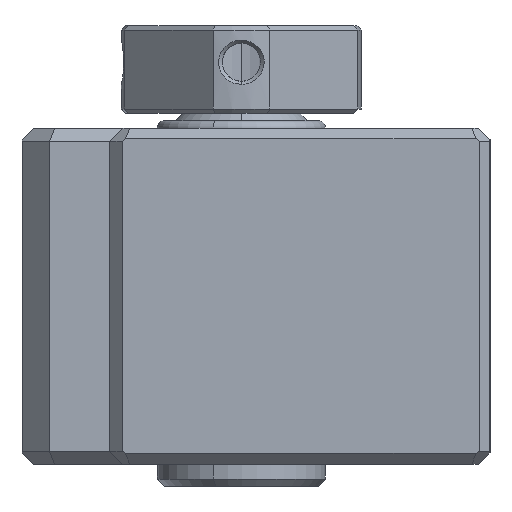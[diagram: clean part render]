
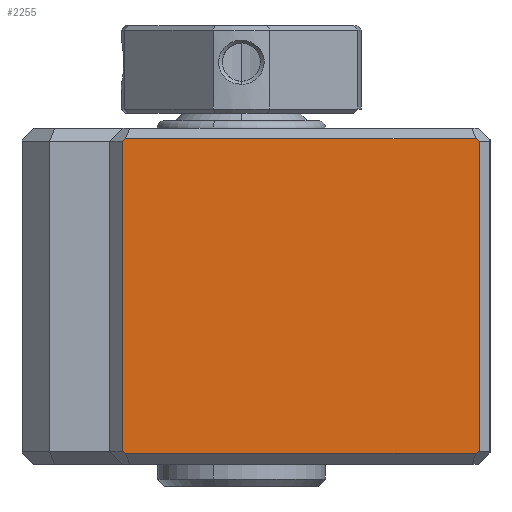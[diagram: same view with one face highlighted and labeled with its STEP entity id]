
A CAD part, left-side view. The second image highlights one B-rep face of the part: STEP entity #2255.
In plain terms, the highlighted planar face has unit normal (-1, 0, 0).
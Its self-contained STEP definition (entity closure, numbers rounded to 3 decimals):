
#2184=CARTESIAN_POINT('',(-26.,0.,-31.7));
#2185=DIRECTION('',(-1.,0.,0.));
#2186=DIRECTION('',(0.,0.,1.));
#2187=AXIS2_PLACEMENT_3D('',#2184,#2185,#2186);
#2188=PLANE('',#2187);
#2189=CARTESIAN_POINT('',(-26.,25.15,10.6));
#2190=VERTEX_POINT('',#2189);
#2191=CARTESIAN_POINT('',(-26.,24.938,10.75));
#2192=VERTEX_POINT('',#2191);
#2193=CARTESIAN_POINT('',(-26.,25.15,10.6));
#2194=DIRECTION('',(0.,-0.816,0.577));
#2195=VECTOR('',#2194,0.26);
#2196=LINE('',#2193,#2195);
#2197=EDGE_CURVE('',#2190,#2192,#2196,.T.);
#2198=ORIENTED_EDGE('',*,*,#2197,.F.);
#2199=CARTESIAN_POINT('',(-26.,25.15,-10.6));
#2200=VERTEX_POINT('',#2199);
#2201=CARTESIAN_POINT('',(-26.,25.15,-10.6));
#2202=DIRECTION('',(0.,0.,1.));
#2203=VECTOR('',#2202,21.2);
#2204=LINE('',#2201,#2203);
#2205=EDGE_CURVE('',#2200,#2190,#2204,.T.);
#2206=ORIENTED_EDGE('',*,*,#2205,.F.);
#2207=CARTESIAN_POINT('',(-26.,24.938,-10.75));
#2208=VERTEX_POINT('',#2207);
#2209=CARTESIAN_POINT('',(-26.,24.938,-10.75));
#2210=DIRECTION('',(0.,0.816,0.577));
#2211=VECTOR('',#2210,0.26);
#2212=LINE('',#2209,#2211);
#2213=EDGE_CURVE('',#2208,#2200,#2212,.T.);
#2214=ORIENTED_EDGE('',*,*,#2213,.F.);
#2215=CARTESIAN_POINT('',(-26.,0.942,-10.75));
#2216=VERTEX_POINT('',#2215);
#2217=CARTESIAN_POINT('',(-26.,0.942,-10.75));
#2218=DIRECTION('',(0.,1.,-0.));
#2219=VECTOR('',#2218,23.996);
#2220=LINE('',#2217,#2219);
#2221=EDGE_CURVE('',#2216,#2208,#2220,.T.);
#2222=ORIENTED_EDGE('',*,*,#2221,.F.);
#2223=CARTESIAN_POINT('',(-26.,0.73,-10.6));
#2224=VERTEX_POINT('',#2223);
#2225=CARTESIAN_POINT('',(-26.,0.73,-10.6));
#2226=DIRECTION('',(0.,0.816,-0.577));
#2227=VECTOR('',#2226,0.26);
#2228=LINE('',#2225,#2227);
#2229=EDGE_CURVE('',#2224,#2216,#2228,.T.);
#2230=ORIENTED_EDGE('',*,*,#2229,.F.);
#2231=CARTESIAN_POINT('',(-26.,0.73,10.6));
#2232=VERTEX_POINT('',#2231);
#2233=CARTESIAN_POINT('',(-26.,0.73,10.6));
#2234=DIRECTION('',(0.,0.,-1.));
#2235=VECTOR('',#2234,21.2);
#2236=LINE('',#2233,#2235);
#2237=EDGE_CURVE('',#2232,#2224,#2236,.T.);
#2238=ORIENTED_EDGE('',*,*,#2237,.F.);
#2239=CARTESIAN_POINT('',(-26.,0.942,10.75));
#2240=VERTEX_POINT('',#2239);
#2241=CARTESIAN_POINT('',(-26.,0.942,10.75));
#2242=DIRECTION('',(0.,-0.816,-0.577));
#2243=VECTOR('',#2242,0.26);
#2244=LINE('',#2241,#2243);
#2245=EDGE_CURVE('',#2240,#2232,#2244,.T.);
#2246=ORIENTED_EDGE('',*,*,#2245,.F.);
#2247=CARTESIAN_POINT('',(-26.,24.938,10.75));
#2248=DIRECTION('',(0.,-1.,-0.));
#2249=VECTOR('',#2248,23.996);
#2250=LINE('',#2247,#2249);
#2251=EDGE_CURVE('',#2192,#2240,#2250,.T.);
#2252=ORIENTED_EDGE('',*,*,#2251,.F.);
#2253=EDGE_LOOP('',(#2198,#2206,#2214,#2222,#2230,#2238,#2246,#2252));
#2254=FACE_BOUND('',#2253,.T.);
#2255=ADVANCED_FACE('NONE',(#2254),#2188,.T.);
